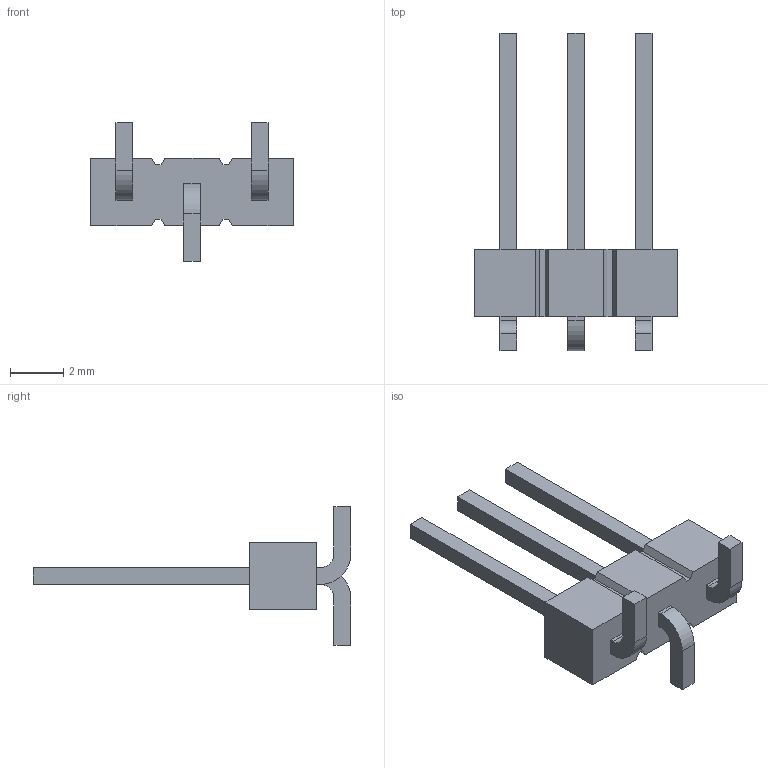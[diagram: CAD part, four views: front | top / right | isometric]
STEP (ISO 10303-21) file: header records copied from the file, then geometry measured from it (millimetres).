
FILE_DESCRIPTION(/* description */ ('STEP AP214'),/* implementation_level */ '2;1');
FILE_NAME(/* name */ 'TSM-103-02-SM-SV',/* time_stamp */ '2024-01-24T16:05:20+01:00',/* author */ ('License CC BY-ND 4.0'),/* organization */ ('CADENAS'),/* preprocessor_version */ 'ST-DEVELOPER v19.3',/* originating_system */ 'PARTsolutions',/* authorisation */ ' ');
FILE_SCHEMA (('AUTOMOTIVE_DESIGN {1 0 10303 214 3 1 1}'));
Length unit declared in the file: inch
Products named in the file (3): TSM-103-02-SM-SV; TSM-103-02-SV_body; T-1S6-08(-02-3-SV)
Assembly tree (2 placements, depth 2):
  TSM-103-02-SM-SV
    TSM-103-02-SV_body
    T-1S6-08(-02-3-SV)
Bounding box: 7.62 x 11.94 x 5.21 mm (x, y, z)
Volume: 62.3 mm3; surface area: 224.3 mm2
Topology: 2 solids, 2 shells, 78 faces, 216 edges, 144 vertices
Faces by surface type: plane 72, cylinder 6
Entity records: 2542 total; most frequent: CARTESIAN_POINT 441, ORIENTED_EDGE 432, DIRECTION 390, EDGE_CURVE 216, LINE 204, VECTOR 204, VERTEX_POINT 144, AXIS2_PLACEMENT_3D 93
